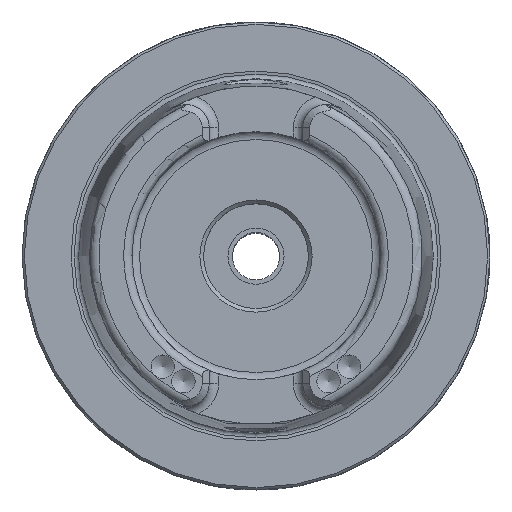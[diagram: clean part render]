
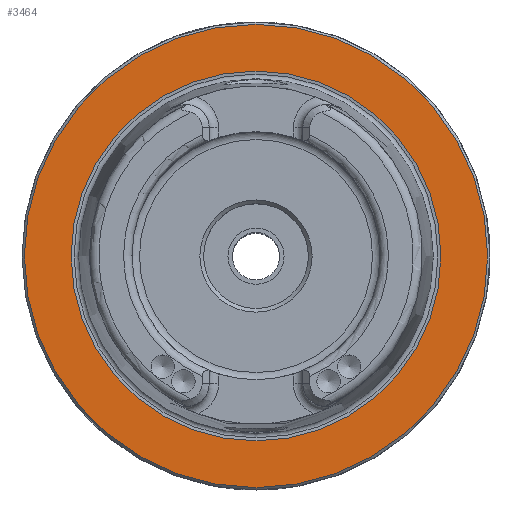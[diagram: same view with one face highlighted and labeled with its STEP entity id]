
A CAD part, top view. The second image highlights one B-rep face of the part: STEP entity #3464.
In plain terms, the highlighted planar face has unit normal (0, 0, 1).
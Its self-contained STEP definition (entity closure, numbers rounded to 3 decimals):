
#354=PLANE('',#3739);
#721=ORIENTED_EDGE('',*,*,#1155,.T.);
#722=ORIENTED_EDGE('',*,*,#1152,.F.);
#1152=EDGE_CURVE('',#1421,#1421,#1616,.T.);
#1155=EDGE_CURVE('',#1424,#1424,#1619,.T.);
#1421=VERTEX_POINT('',#5237);
#1424=VERTEX_POINT('',#5246);
#1616=CIRCLE('',#3734,39.511);
#1619=CIRCLE('',#3740,49.5);
#1845=EDGE_LOOP('',(#721));
#1846=EDGE_LOOP('',(#722));
#2101=FACE_BOUND('',#1845,.T.);
#2102=FACE_BOUND('',#1846,.T.);
#3464=ADVANCED_FACE('',(#2101,#2102),#354,.T.);
#3734=AXIS2_PLACEMENT_3D('',#5236,#4293,#4294);
#3739=AXIS2_PLACEMENT_3D('',#5244,#4303,#4304);
#3740=AXIS2_PLACEMENT_3D('',#5245,#4305,#4306);
#4293=DIRECTION('',(0.,0.,1.));
#4294=DIRECTION('',(1.,0.,0.));
#4303=DIRECTION('',(0.,0.,1.));
#4304=DIRECTION('',(1.,0.,0.));
#4305=DIRECTION('',(0.,0.,1.));
#4306=DIRECTION('',(1.,0.,0.));
#5236=CARTESIAN_POINT('',(0.,0.,0.));
#5237=CARTESIAN_POINT('',(39.511,0.,0.));
#5244=CARTESIAN_POINT('',(49.5,0.,0.));
#5245=CARTESIAN_POINT('',(0.,0.,0.));
#5246=CARTESIAN_POINT('',(49.5,0.,0.));
